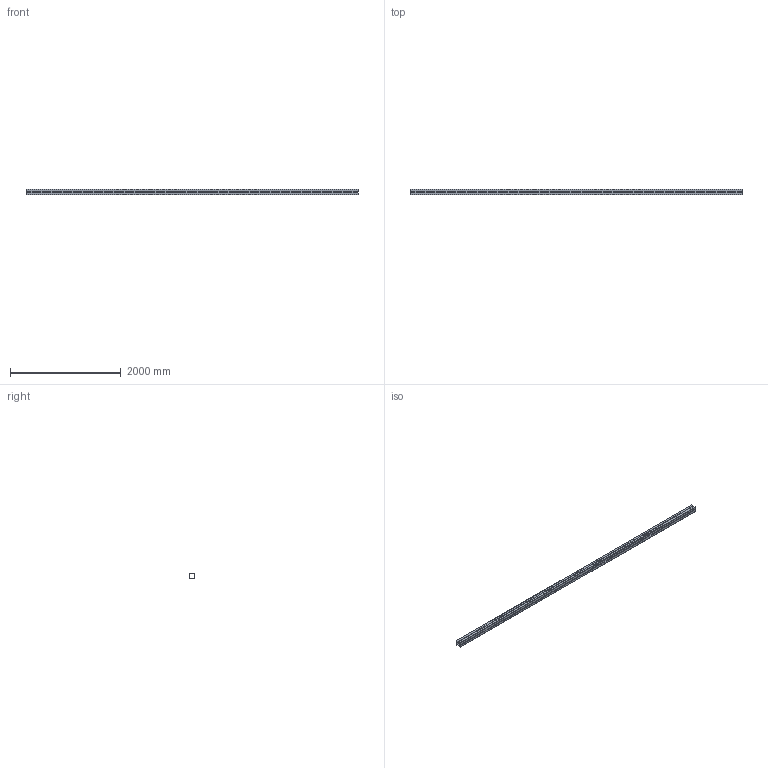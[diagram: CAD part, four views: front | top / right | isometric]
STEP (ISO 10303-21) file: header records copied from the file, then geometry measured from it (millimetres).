
FILE_DESCRIPTION (( 'STEP AP214' ), '1' );
FILE_NAME ('R950-807.STEP', '2024-06-18T10:38:15', ( '' ), ( '' ), 'SwSTEP 2.0', 'SolidWorks 2024', '' );
FILE_SCHEMA (( 'AUTOMOTIVE_DESIGN' ));
Products named in the file (1): R950-807
Bounding box: 6000 x 100 x 100 mm (x, y, z)
Volume: 6029028.3 mm3; surface area: 4160743.6 mm2
Topology: 1 solids, 1 shells, 2418 faces, 7248 edges, 4832 vertices
Faces by surface type: plane 1210, cylinder 1208
Entity records: 83395 total; most frequent: DIRECTION 14502, CARTESIAN_POINT 14499, ORIENTED_EDGE 14496, EDGE_CURVE 7248, AXIS2_PLACEMENT_3D 4835, VECTOR 4832, LINE 4832, VERTEX_POINT 4832
